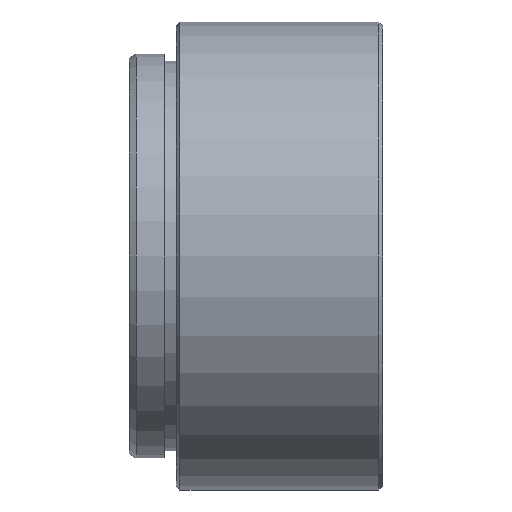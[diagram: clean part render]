
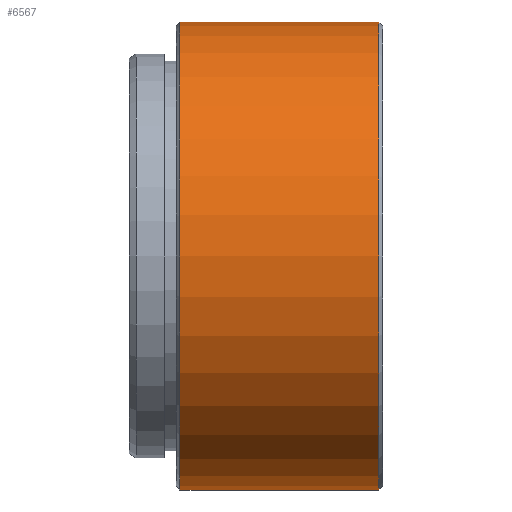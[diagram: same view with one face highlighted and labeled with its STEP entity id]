
A CAD part, front view. The second image highlights one B-rep face of the part: STEP entity #6567.
In plain terms, the highlighted cylindrical face has radius 15.24 mm (diameter 30.48 mm), a partial arc.
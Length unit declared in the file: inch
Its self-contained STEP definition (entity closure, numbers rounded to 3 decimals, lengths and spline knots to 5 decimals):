
#38 = AXIS2_PLACEMENT_3D ( 'NONE', #9686, #12492, #9750 ) ;
#1321 = EDGE_CURVE ( 'NONE', #13920, #6571, #14011, .T. ) ;
#1501 = EDGE_LOOP ( 'NONE', ( #2049, #4334, #4692, #12072 ) ) ;
#1926 = CARTESIAN_POINT ( 'NONE',  ( -0.01, 0., -0.6 ) ) ;
#1971 = VERTEX_POINT ( 'NONE', #1926 ) ;
#2049 = ORIENTED_EDGE ( 'NONE', *, *, #1321, .F. ) ;
#2509 = CARTESIAN_POINT ( 'NONE',  ( -0.52, 0., 0. ) ) ;
#3071 = VECTOR ( 'NONE', #11805, 39.37008 ) ;
#3842 = DIRECTION ( 'NONE',  ( 0., 0., 1. ) ) ;
#4270 = CIRCLE ( 'NONE', #17630, 0.6 ) ;
#4334 = ORIENTED_EDGE ( 'NONE', *, *, #5472, .T. ) ;
#4692 = ORIENTED_EDGE ( 'NONE', *, *, #5020, .T. ) ;
#4715 = CARTESIAN_POINT ( 'NONE',  ( -0.52, 0., 0.6 ) ) ;
#5020 = EDGE_CURVE ( 'NONE', #17342, #1971, #5737, .T. ) ;
#5472 = EDGE_CURVE ( 'NONE', #13920, #17342, #4270, .T. ) ;
#5737 = LINE ( 'NONE', #14781, #16230 ) ;
#6567 = ADVANCED_FACE ( 'NONE', ( #13699 ), #11998, .T. ) ;
#6571 = VERTEX_POINT ( 'NONE', #11126 ) ;
#7111 = DIRECTION ( 'NONE',  ( -1., 0., 0. ) ) ;
#7260 = CIRCLE ( 'NONE', #10696, 0.6 ) ;
#8338 = CARTESIAN_POINT ( 'NONE',  ( 0., 0., 0.6 ) ) ;
#9686 = CARTESIAN_POINT ( 'NONE',  ( 0., 0., 0. ) ) ;
#9750 = DIRECTION ( 'NONE',  ( 0., 0., -1. ) ) ;
#10696 = AXIS2_PLACEMENT_3D ( 'NONE', #15298, #7111, #16654 ) ;
#11126 = CARTESIAN_POINT ( 'NONE',  ( -0.01, 0., 0.6 ) ) ;
#11626 = CARTESIAN_POINT ( 'NONE',  ( -0.52, 0., -0.6 ) ) ;
#11805 = DIRECTION ( 'NONE',  ( 1., 0., 0. ) ) ;
#11998 = CYLINDRICAL_SURFACE ( 'NONE', #38, 0.6 ) ;
#12072 = ORIENTED_EDGE ( 'NONE', *, *, #15423, .T. ) ;
#12107 = DIRECTION ( 'NONE',  ( 1., 0., 0. ) ) ;
#12492 = DIRECTION ( 'NONE',  ( 1., 0., 0. ) ) ;
#13699 = FACE_OUTER_BOUND ( 'NONE', #1501, .T. ) ;
#13920 = VERTEX_POINT ( 'NONE', #4715 ) ;
#14011 = LINE ( 'NONE', #8338, #3071 ) ;
#14781 = CARTESIAN_POINT ( 'NONE',  ( 0., 0., -0.6 ) ) ;
#15298 = CARTESIAN_POINT ( 'NONE',  ( -0.01, 0., 0. ) ) ;
#15423 = EDGE_CURVE ( 'NONE', #1971, #6571, #7260, .T. ) ;
#16230 = VECTOR ( 'NONE', #17582, 39.37008 ) ;
#16654 = DIRECTION ( 'NONE',  ( 0., 0., -1. ) ) ;
#17342 = VERTEX_POINT ( 'NONE', #11626 ) ;
#17582 = DIRECTION ( 'NONE',  ( 1., 0., 0. ) ) ;
#17630 = AXIS2_PLACEMENT_3D ( 'NONE', #2509, #12107, #3842 ) ;
